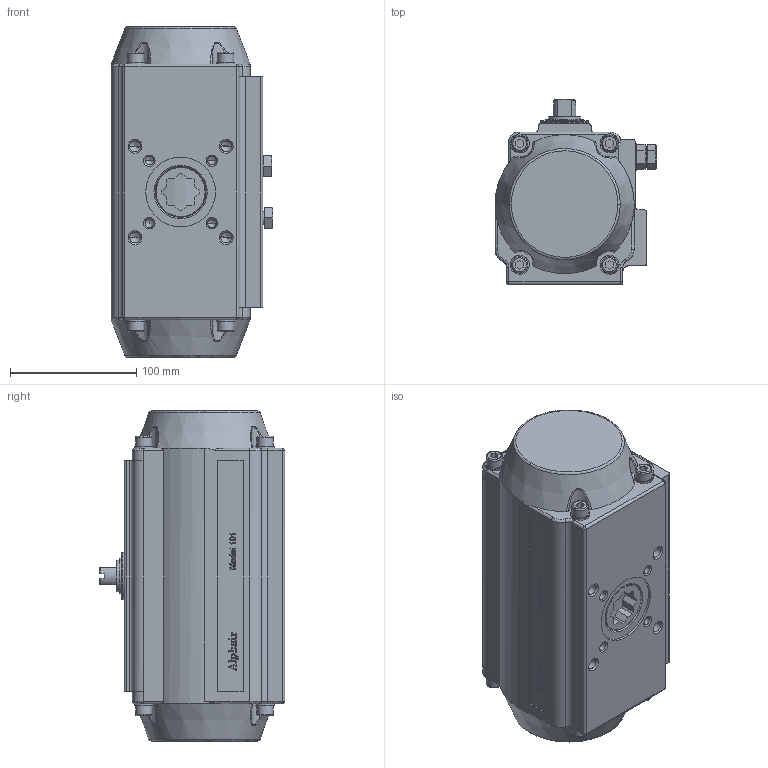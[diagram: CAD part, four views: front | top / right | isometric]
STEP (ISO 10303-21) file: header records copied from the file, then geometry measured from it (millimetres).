
FILE_DESCRIPTION (( 'STEP AP214' ), '1' );
FILE_NAME ('PA-RE101 heco.STEP', '2013-06-28T13:22:35', ( 'test' ), ( '' ), 'SwSTEP 2.0', 'SolidWorks 2011', '' );
FILE_SCHEMA (( 'AUTOMOTIVE_DESIGN' ));
Length unit declared in the file: millimetre
Products named in the file (1): PA-RE101 heco
Bounding box: 128 x 146.7 x 261 mm (x, y, z)
Volume: 3086545.9 mm3; surface area: 172097.4 mm2
Topology: 1 solids, 23 shells, 891 faces, 2370 edges, 1567 vertices
Faces by surface type: plane 399, bspline 208, cylinder 153, cone 131
Full cylindrical faces by diameter (mm): 1.5 x2, 4.2 x8, 5 x4, 6.8 x12, 8 x8, 8.5 x12, 10 x4, 10.2 x2, 12 x2, 13 x8, 14.5 x2, 15 x8, 21 x2, 22 x2, 23.5 x1, 25 x2, 25.2 x1, 25.5 x1, 26.7 x1, 27.1 x1, 37.5 x2, 39.7 x1, 40.1 x1, 55.1 x1, 99.8 x2, 100.1 x2
Entity records: 63452 total; most frequent: CARTESIAN_POINT 35142, ORIENTED_EDGE 4322, DIRECTION 2561, EDGE_CURVE 2161, VERTEX_POINT 1527, EDGE_LOOP 1128, B_SPLINE_CURVE_WITH_KNOTS 1106, FACE_OUTER_BOUND 983
